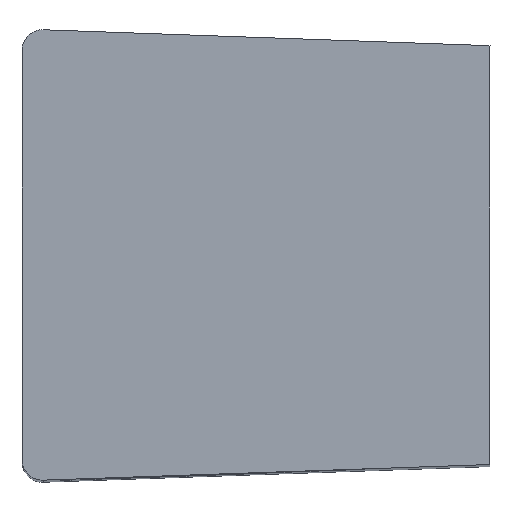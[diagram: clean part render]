
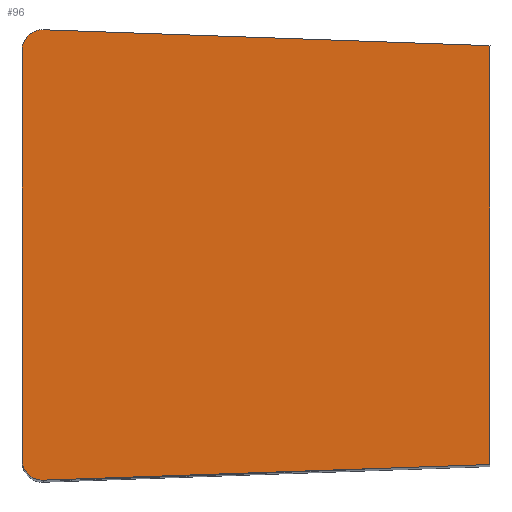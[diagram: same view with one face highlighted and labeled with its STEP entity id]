
A CAD part, top view. The second image highlights one B-rep face of the part: STEP entity #96.
In plain terms, the highlighted planar face has unit normal (0, 0, 1).
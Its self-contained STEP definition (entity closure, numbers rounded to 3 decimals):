
#96 = ADVANCED_FACE( '', ( #158 ), #159, .F. );
#158 = FACE_OUTER_BOUND( '', #228, .T. );
#159 = PLANE( '', #229 );
#228 = EDGE_LOOP( '', ( #366, #367, #368, #369, #370, #371 ) );
#229 = AXIS2_PLACEMENT_3D( '', #372, #373, #374 );
#366 = ORIENTED_EDGE( '', *, *, #431, .F. );
#367 = ORIENTED_EDGE( '', *, *, #439, .T. );
#368 = ORIENTED_EDGE( '', *, *, #433, .F. );
#369 = ORIENTED_EDGE( '', *, *, #401, .F. );
#370 = ORIENTED_EDGE( '', *, *, #409, .F. );
#371 = ORIENTED_EDGE( '', *, *, #435, .T. );
#372 = CARTESIAN_POINT( '', ( 13145.628, 97.5, -752.491 ) );
#373 = DIRECTION( '', ( 0., 0., -1. ) );
#374 = DIRECTION( '', ( -1., 0., 0. ) );
#401 = EDGE_CURVE( '', #441, #443, #444, .T. );
#409 = EDGE_CURVE( '', #458, #441, #459, .T. );
#431 = EDGE_CURVE( '', #498, #500, #501, .T. );
#433 = EDGE_CURVE( '', #443, #503, #504, .T. );
#435 = EDGE_CURVE( '', #458, #500, #506, .T. );
#439 = EDGE_CURVE( '', #498, #503, #513, .T. );
#441 = VERTEX_POINT( '', #515 );
#443 = VERTEX_POINT( '', #518 );
#444 = LINE( '', #519, #520 );
#458 = VERTEX_POINT( '', #640 );
#459 = B_SPLINE_CURVE_WITH_KNOTS( '', 3, ( #641, #642, #643, #644, #645, #646, #647, #648, #649, #650, #651, #652, #653, #654, #655, #656, #657, #658, #659 ), .UNSPECIFIED., .F., .F., ( 4, 1, 1, 1, 1, 1, 1, 1, 1, 1, 1, 1, 1, 1, 1, 1, 4 ), ( 0., 0.032, 0.06, 0.085, 0.107, 0.125, 0.191, 0.25, 0.381, 0.5, 0.628, 0.75, 0.8, 0.851, 0.901, 0.95, 1. ), .UNSPECIFIED. );
#498 = VERTEX_POINT( '', #824 );
#500 = VERTEX_POINT( '', #827 );
#501 = CIRCLE( '', #828, 4. );
#503 = VERTEX_POINT( '', #831 );
#504 = LINE( '', #832, #833 );
#506 = LINE( '', #836, #837 );
#513 = LINE( '', #844, #845 );
#515 = CARTESIAN_POINT( '', ( 13149.768, 185.217, -752.491 ) );
#518 = CARTESIAN_POINT( '', ( 13236.628, 182.127, -752.491 ) );
#519 = CARTESIAN_POINT( '', ( 13193.198, 183.672, -752.491 ) );
#520 = VECTOR( '', #847, 1000. );
#640 = CARTESIAN_POINT( '', ( 13145.628, 181.145, -752.491 ) );
#641 = CARTESIAN_POINT( '', ( 13145.628, 181.145, -752.491 ) );
#642 = CARTESIAN_POINT( '', ( 13145.629, 181.214, -752.491 ) );
#643 = CARTESIAN_POINT( '', ( 13145.631, 181.343, -752.491 ) );
#644 = CARTESIAN_POINT( '', ( 13145.645, 181.526, -752.491 ) );
#645 = CARTESIAN_POINT( '', ( 13145.663, 181.687, -752.491 ) );
#646 = CARTESIAN_POINT( '', ( 13145.684, 181.826, -752.491 ) );
#647 = CARTESIAN_POINT( '', ( 13145.725, 182.051, -752.491 ) );
#648 = CARTESIAN_POINT( '', ( 13145.801, 182.352, -752.491 ) );
#649 = CARTESIAN_POINT( '', ( 13145.988, 182.873, -752.491 ) );
#650 = CARTESIAN_POINT( '', ( 13146.307, 183.465, -752.491 ) );
#651 = CARTESIAN_POINT( '', ( 13146.831, 184.095, -752.491 ) );
#652 = CARTESIAN_POINT( '', ( 13147.454, 184.599, -752.491 ) );
#653 = CARTESIAN_POINT( '', ( 13148.035, 184.898, -752.491 ) );
#654 = CARTESIAN_POINT( '', ( 13148.489, 185.056, -752.491 ) );
#655 = CARTESIAN_POINT( '', ( 13148.805, 185.137, -752.491 ) );
#656 = CARTESIAN_POINT( '', ( 13149.125, 185.192, -752.491 ) );
#657 = CARTESIAN_POINT( '', ( 13149.446, 185.221, -752.491 ) );
#658 = CARTESIAN_POINT( '', ( 13149.661, 185.219, -752.491 ) );
#659 = CARTESIAN_POINT( '', ( 13149.768, 185.217, -752.491 ) );
#824 = CARTESIAN_POINT( '', ( 13149.768, 97.645, -752.491 ) );
#827 = CARTESIAN_POINT( '', ( 13145.628, 101.643, -752.491 ) );
#828 = AXIS2_PLACEMENT_3D( '', #891, #892, #893 );
#831 = CARTESIAN_POINT( '', ( 13236.628, 100.678, -752.491 ) );
#832 = CARTESIAN_POINT( '', ( 13236.628, 141.403, -752.491 ) );
#833 = VECTOR( '', #895, 1000. );
#836 = CARTESIAN_POINT( '', ( 13145.628, 141.394, -752.491 ) );
#837 = VECTOR( '', #897, 1000. );
#844 = CARTESIAN_POINT( '', ( 13193.198, 99.161, -752.491 ) );
#845 = VECTOR( '', #907, 1000. );
#847 = DIRECTION( '', ( 0.999, -0.036, 0. ) );
#891 = CARTESIAN_POINT( '', ( 13149.628, 101.643, -752.491 ) );
#892 = DIRECTION( '', ( 0., 0., -1. ) );
#893 = DIRECTION( '', ( 1., 0., 0. ) );
#895 = DIRECTION( '', ( 0., -1., 0. ) );
#897 = DIRECTION( '', ( 0., -1., 0. ) );
#907 = DIRECTION( '', ( 0.999, 0.035, 0. ) );
